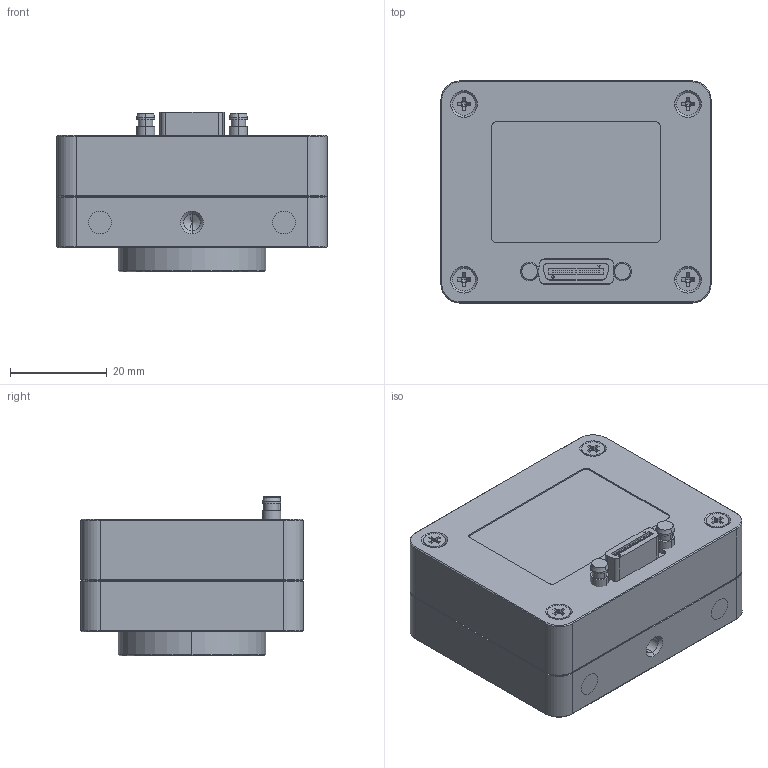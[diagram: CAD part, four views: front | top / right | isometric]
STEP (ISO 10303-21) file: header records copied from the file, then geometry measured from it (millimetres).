
FILE_DESCRIPTION (( 'STEP AP214' ), '1' );
FILE_NAME ('MTN003815.STEP', '2014-08-06T09:48:10', ( '' ), ( '' ), 'SwSTEP 2.0', 'SolidWorks 2014', '' );
FILE_SCHEMA (( 'AUTOMOTIVE_DESIGN' ));
Length unit declared in the file: millimetre
Products named in the file (13): Halter Teil3 TYP150-5C Baugruppe; Linsenarray; Halter Teil3 Typ150-5C_mit Laserbeschriftung; Halter Teil1 WFS20 Baugruppe; Halter Teil2 Baugruppe; Kugel 2mm; Halter Teil2; Magnet3x1; Stift 1x4; Halter Teil1 WFS20; Kamera aus GMK975-002_R023; MTN003815; M0092-0893-0a   Kamera Frontteil mit zusätzlichen Befestigungsgewinden zöllisch
Assembly tree (32 placements, depth 4):
  MTN003815
    Kamera aus GMK975-002_R023
    Halter Teil1 WFS20 Baugruppe
      Halter Teil1 WFS20
      Stift 1x4  x7
      Magnet3x1  x6
      Halter Teil2 Baugruppe
        Halter Teil2
        Kugel 2mm  x3
        Magnet3x1  x6
    Halter Teil2 Baugruppe
      Halter Teil2
      Kugel 2mm  x3
      Magnet3x1  x6
    Halter Teil3 TYP150-5C Baugruppe
      Halter Teil3 Typ150-5C_mit Laserbeschriftung
      Linsenarray
    M0092-0893-0a   Kamera Frontteil mit zusätzlichen Befestigungsgewinden zöllisch
Bounding box: 56 x 46 x 33.11 mm (x, y, z)
Volume: 71638.3 mm3; surface area: 44250 mm2
Topology: 51 solids, 51 shells, 2410 faces, 6347 edges, 3805 vertices
Faces by surface type: plane 1141, cylinder 687, bspline 304, cone 252, sphere 26
Entity records: 98444 total; most frequent: CARTESIAN_POINT 22692, ORIENTED_EDGE 11134, DIRECTION 11111, EDGE_CURVE 5567, AXIS2_PLACEMENT_3D 4002, VERTEX_POINT 3615, VECTOR 3107, LINE 3107
